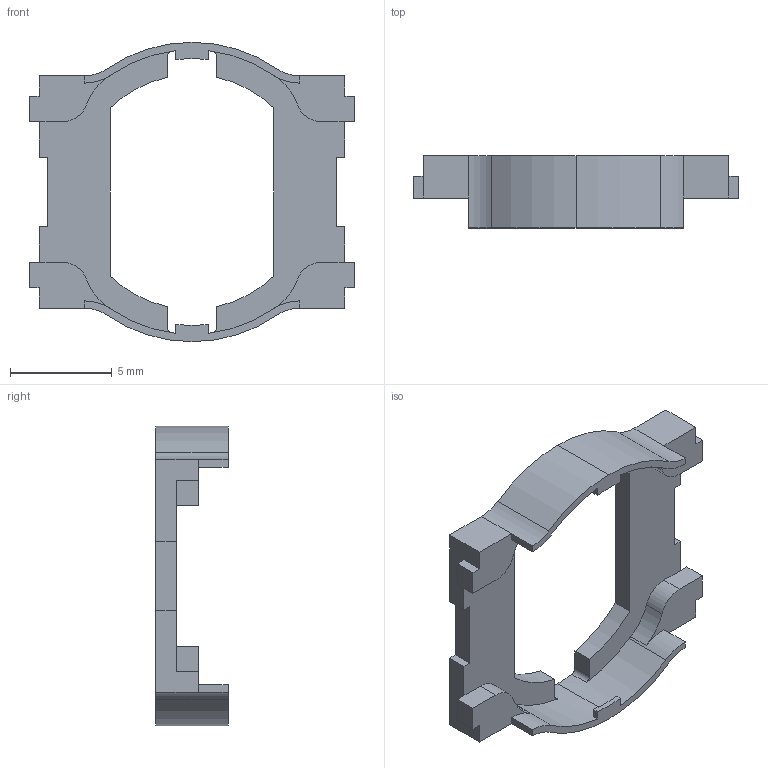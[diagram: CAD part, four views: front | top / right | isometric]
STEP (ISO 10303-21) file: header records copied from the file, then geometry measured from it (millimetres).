
FILE_DESCRIPTION (( 'STEP AP214' ), '1' );
FILE_NAME ('BHSD-1225-COVER.STEP', '2019-10-09T11:18:55', ( '' ), ( '' ), 'SwSTEP 2.0', 'SolidWorks 2017', '' );
FILE_SCHEMA (( 'AUTOMOTIVE_DESIGN' ));
Length unit declared in the file: millimetre
Products named in the file (1): BHSD-1225-COVER
Bounding box: 15.92 x 3.55 x 14.68 mm (x, y, z)
Volume: 145.6 mm3; surface area: 455.2 mm2
Topology: 1 solids, 1 shells, 89 faces, 256 edges, 168 vertices
Faces by surface type: plane 55, cylinder 34
Entity records: 2964 total; most frequent: DIRECTION 516, CARTESIAN_POINT 514, ORIENTED_EDGE 512, EDGE_CURVE 256, VECTOR 176, LINE 176, AXIS2_PLACEMENT_3D 170, VERTEX_POINT 168
